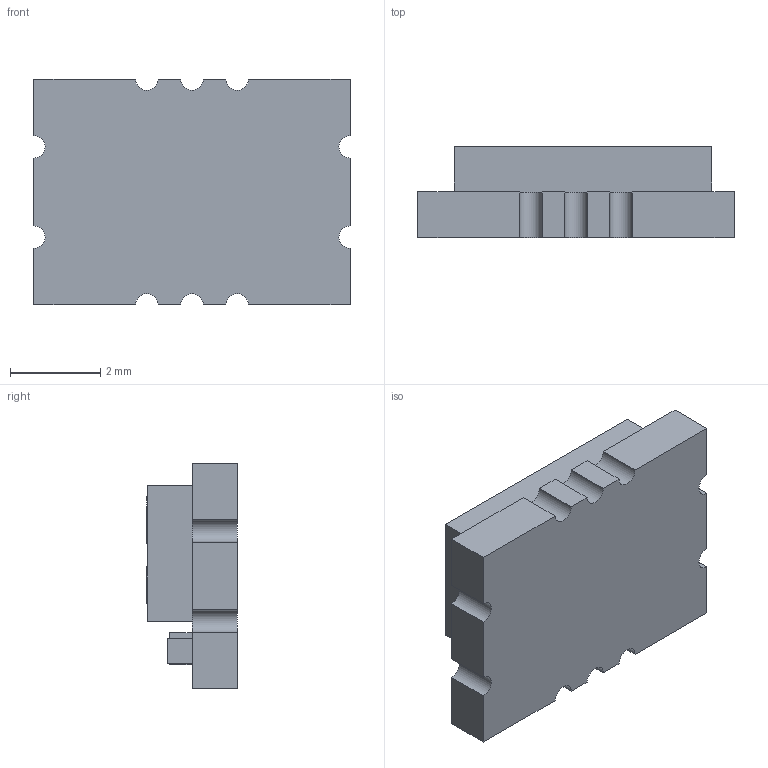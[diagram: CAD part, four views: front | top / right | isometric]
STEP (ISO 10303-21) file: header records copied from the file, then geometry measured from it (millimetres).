
FILE_DESCRIPTION (( 'STEP AP214' ), '1' );
FILE_NAME ('Microchip VoltageControlledOscillator VCTCXO Connor Winfield T604-040.0M +3.3V 40 MHz 0.28ppm SMT 10-No-Lead.STEP', '2018-02-13T14:45:04', ( '' ), ( '' ), 'SwSTEP 2.0', 'SolidWorks 2016', '' );
FILE_SCHEMA (( 'AUTOMOTIVE_DESIGN' ));
Length unit declared in the file: millimetre
Products named in the file (4): Microchip VoltageControlledOscillator VCTCXO Connor Winfield T604-040.0M +3.3V 40 MHz 0.28ppm SMT 10-No-Lead; Resistor Chip Film SMD-0402 v2; Capacitor Ceramic SMD-0402
Assembly tree (3 placements, depth 2):
  Microchip VoltageControlledOscillator VCTCXO Connor Winfield T604-040.0M +3.3V 40 MHz 0.28ppm SMT 10-No-Lead
    Microchip VoltageControlledOscillator VCTCXO Connor Winfield T604-040.0M +3.3V 40 MHz 0.28ppm SMT 10-No-Lead
    Capacitor Ceramic SMD-0402
    Resistor Chip Film SMD-0402 v2
Bounding box: 7 x 2.01 x 5 mm (x, y, z)
Volume: 51.8 mm3; surface area: 121.5 mm2
Topology: 11 solids, 11 shells, 332 faces, 849 edges, 566 vertices
Faces by surface type: plane 217, bspline 100, cylinder 15
Entity records: 18928 total; most frequent: CARTESIAN_POINT 8101, ORIENTED_EDGE 1698, DIRECTION 1155, EDGE_CURVE 849, LINE 619, VECTOR 619, VERTEX_POINT 566, EDGE_LOOP 365
